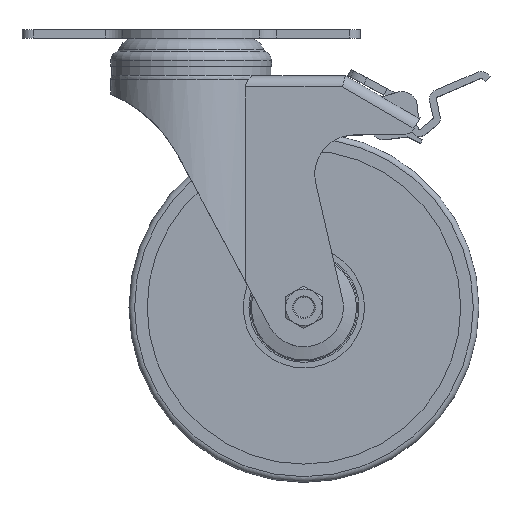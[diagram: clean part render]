
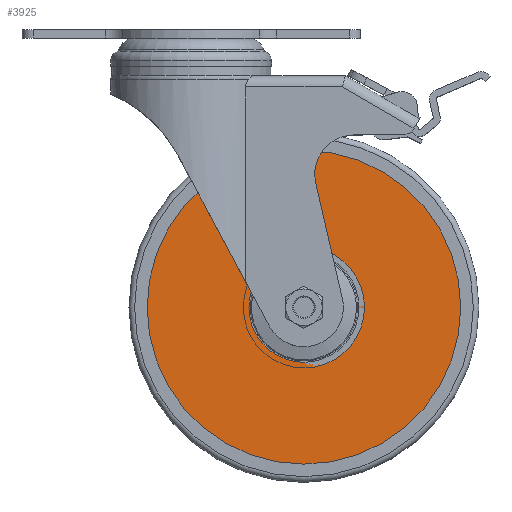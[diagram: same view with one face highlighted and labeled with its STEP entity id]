
A CAD part, top view. The second image highlights one B-rep face of the part: STEP entity #3925.
In plain terms, the highlighted face is planar.
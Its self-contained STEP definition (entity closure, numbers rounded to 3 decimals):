
#764=PLANE('',#4286);
#895=CIRCLE('',#4287,55.62);
#896=CIRCLE('',#4288,19.5);
#1231=ORIENTED_EDGE('',*,*,#2253,.T.);
#1232=ORIENTED_EDGE('',*,*,#2254,.F.);
#2253=EDGE_CURVE('',#2776,#2776,#895,.T.);
#2254=EDGE_CURVE('',#2777,#2777,#896,.T.);
#2776=VERTEX_POINT('',#6246);
#2777=VERTEX_POINT('',#6248);
#3217=EDGE_LOOP('',(#1231));
#3218=EDGE_LOOP('',(#1232));
#3563=FACE_BOUND('',#3217,.T.);
#3564=FACE_BOUND('',#3218,.T.);
#3925=ADVANCED_FACE('',(#3563,#3564),#764,.T.);
#4286=AXIS2_PLACEMENT_3D('',#6244,#4875,#4876);
#4287=AXIS2_PLACEMENT_3D('',#6245,#4877,#4878);
#4288=AXIS2_PLACEMENT_3D('',#6247,#4879,#4880);
#4875=DIRECTION('',(0.,0.,-1.));
#4876=DIRECTION('',(-1.,0.,0.));
#4877=DIRECTION('',(0.,0.,-1.));
#4878=DIRECTION('',(-1.,0.,0.));
#4879=DIRECTION('',(0.,0.,-1.));
#4880=DIRECTION('',(-1.,0.,0.));
#6244=CARTESIAN_POINT('',(-19.5,0.,-15.));
#6245=CARTESIAN_POINT('',(0.,0.,-15.));
#6246=CARTESIAN_POINT('',(-55.62,0.,-15.));
#6247=CARTESIAN_POINT('',(0.,0.,-15.));
#6248=CARTESIAN_POINT('',(-19.5,0.,-15.));
